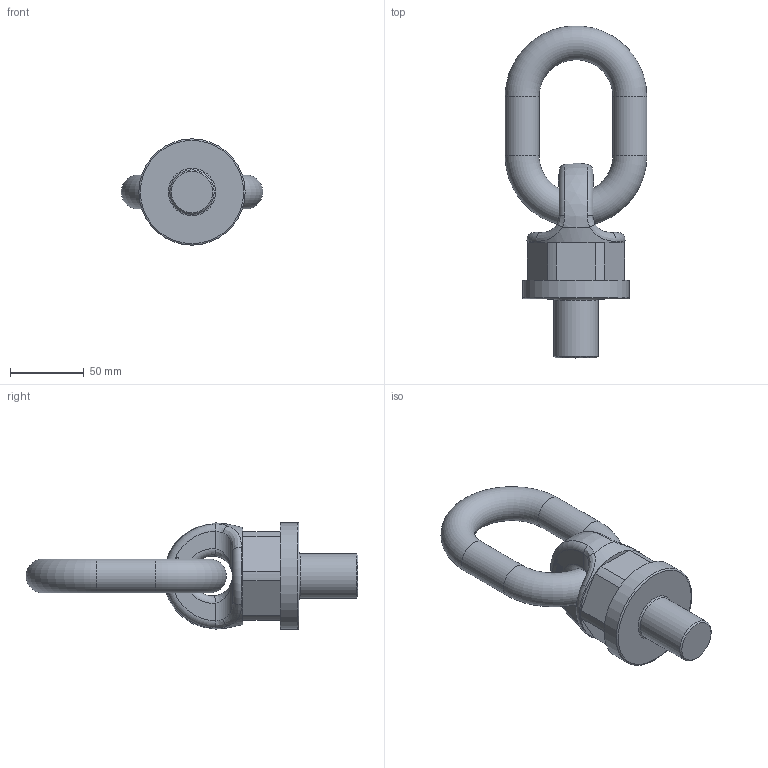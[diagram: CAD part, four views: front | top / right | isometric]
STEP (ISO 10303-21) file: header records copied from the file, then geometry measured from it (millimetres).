
FILE_DESCRIPTION(/* description */ (''),/* implementation_level */ '2;1');
FILE_NAME(/* name */ 'PLDW_6_7_t.stp',/* time_stamp */ '2017-11-10T09:37:15+01:00',/* author */ (''),/* organization */ (''),/* preprocessor_version */ 'ST-DEVELOPER v16',/* originating_system */ 'SIEMENS PLM Software NX 11.0',/* authorisation */ '');
FILE_SCHEMA (('AUTOMOTIVE_DESIGN { 1 0 10303 214 3 1 1 1 }'));
Length unit declared in the file: millimetre
Products named in the file (1): PLDW_6_7_t
Bounding box: 96 x 224.92 x 72 mm (x, y, z)
Volume: 361361.8 mm3; surface area: 57012.7 mm2
Topology: 3 solids, 3 shells, 243 faces, 628 edges, 408 vertices
Faces by surface type: plane 105, extrusion 92, cylinder 21, bspline 12, torus 10, cone 2, sphere 1
Full cylindrical faces by diameter (mm): 1.5 x6, 23 x2, 27 x1, 30 x1, 72 x1
Entity records: 9723 total; most frequent: CARTESIAN_POINT 3180, ORIENTED_EDGE 1192, DIRECTION 760, EDGE_CURVE 596, VERTEX_POINT 398, B_SPLINE_CURVE_WITH_KNOTS 366, VECTOR 348, EDGE_LOOP 286
